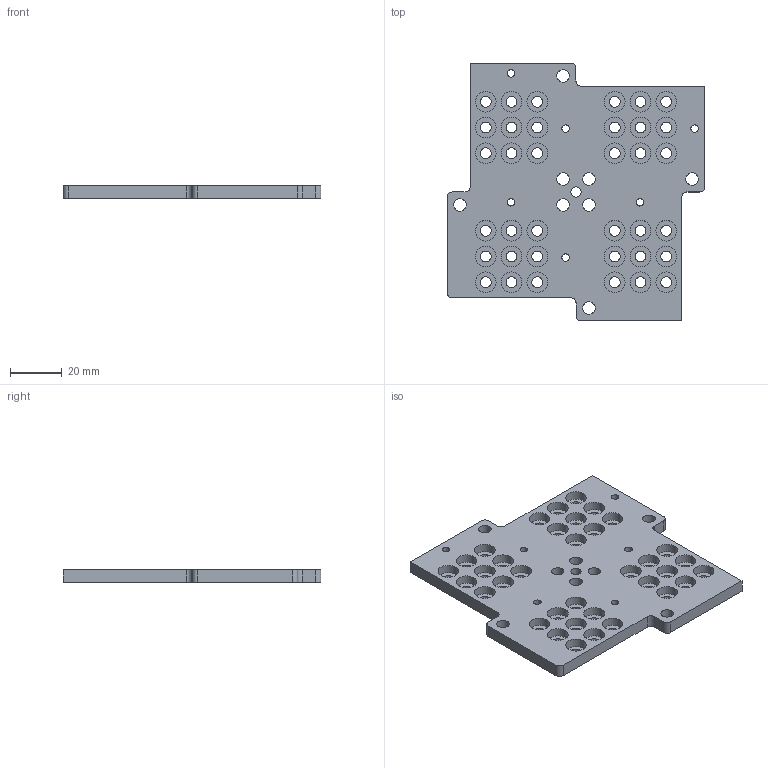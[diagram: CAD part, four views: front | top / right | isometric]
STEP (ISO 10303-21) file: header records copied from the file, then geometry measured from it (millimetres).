
FILE_DESCRIPTION(/* description */ (''),/* implementation_level */ '2;1');
FILE_NAME(/* name */ '30_cellSTORM_UC2_Laser_base.ipt.step',/* time_stamp */ '2022-11-29T08:14:05+01:00',/* author */ ('diederichbenedict'),/* organization */ (''),/* preprocessor_version */ 'ST-DEVELOPER v18.1',/* originating_system */ 'Autodesk Inventor 2022',/* authorisation */ '');
FILE_SCHEMA (('AUTOMOTIVE_DESIGN { 1 0 10303 214 3 1 1 }'));
Length unit declared in the file: millimetre
Products named in the file (1): cellSTORM_UC2_Laser_base
Bounding box: 100 x 100 x 5 mm (x, y, z)
Volume: 32471.9 mm3; surface area: 21997.1 mm2
Topology: 1 solids, 1 shells, 188 faces, 432 edges, 288 vertices
Faces by surface type: cylinder 96, plane 92
Full cylindrical faces by diameter (mm): 2.9 x6, 4 x1, 4.2 x36, 4.85 x8, 8 x36
Entity records: 5633 total; most frequent: DIRECTION 1002, CARTESIAN_POINT 909, ORIENTED_EDGE 864, EDGE_CURVE 432, AXIS2_PLACEMENT_3D 381, EDGE_LOOP 332, VERTEX_POINT 288, LINE 240
